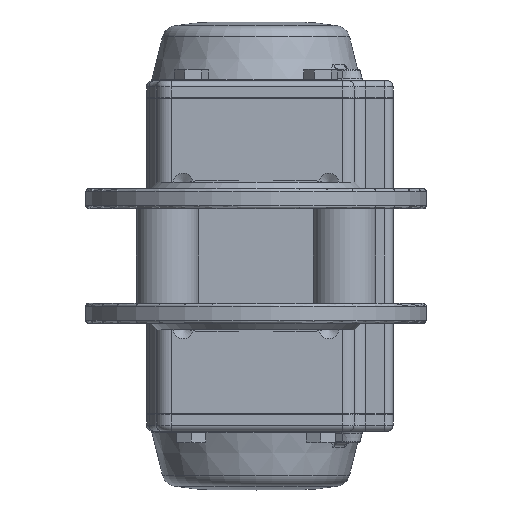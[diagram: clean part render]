
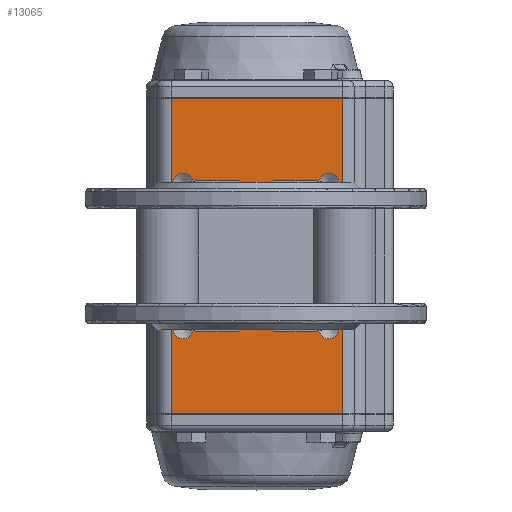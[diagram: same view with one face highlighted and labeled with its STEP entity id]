
A CAD part, front view. The second image highlights one B-rep face of the part: STEP entity #13065.
In plain terms, the highlighted planar face has unit normal (0, -1, 0).
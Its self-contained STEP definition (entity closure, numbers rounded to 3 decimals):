
#709=PLANE('',#14183);
#1101=CIRCLE('',#14035,14.5);
#1103=CIRCLE('',#14039,2.5);
#1105=CIRCLE('',#14043,2.5);
#1107=CIRCLE('',#14047,2.5);
#1109=CIRCLE('',#14051,2.5);
#1111=CIRCLE('',#14055,3.4);
#1113=CIRCLE('',#14059,3.4);
#1115=CIRCLE('',#14063,3.4);
#1117=CIRCLE('',#14067,3.4);
#2739=ORIENTED_EDGE('',*,*,#5732,.T.);
#2740=ORIENTED_EDGE('',*,*,#5827,.F.);
#2741=ORIENTED_EDGE('',*,*,#5774,.F.);
#2742=ORIENTED_EDGE('',*,*,#5828,.T.);
#2743=ORIENTED_EDGE('',*,*,#5669,.F.);
#2744=ORIENTED_EDGE('',*,*,#5667,.F.);
#2745=ORIENTED_EDGE('',*,*,#5665,.F.);
#2746=ORIENTED_EDGE('',*,*,#5663,.F.);
#2747=ORIENTED_EDGE('',*,*,#5661,.F.);
#2748=ORIENTED_EDGE('',*,*,#5659,.F.);
#2749=ORIENTED_EDGE('',*,*,#5657,.F.);
#2750=ORIENTED_EDGE('',*,*,#5655,.F.);
#2751=ORIENTED_EDGE('',*,*,#5653,.T.);
#5653=EDGE_CURVE('',#7311,#7311,#1101,.T.);
#5655=EDGE_CURVE('',#7314,#7314,#1103,.T.);
#5657=EDGE_CURVE('',#7317,#7317,#1105,.T.);
#5659=EDGE_CURVE('',#7320,#7320,#1107,.T.);
#5661=EDGE_CURVE('',#7323,#7323,#1109,.T.);
#5663=EDGE_CURVE('',#7326,#7326,#1111,.T.);
#5665=EDGE_CURVE('',#7329,#7329,#1113,.T.);
#5667=EDGE_CURVE('',#7332,#7332,#1115,.T.);
#5669=EDGE_CURVE('',#7335,#7335,#1117,.T.);
#5732=EDGE_CURVE('',#7392,#7391,#8347,.T.);
#5774=EDGE_CURVE('',#7433,#7434,#8365,.T.);
#5827=EDGE_CURVE('',#7434,#7391,#8395,.T.);
#5828=EDGE_CURVE('',#7433,#7392,#8396,.T.);
#7311=VERTEX_POINT('',#22351);
#7314=VERTEX_POINT('',#22358);
#7317=VERTEX_POINT('',#22365);
#7320=VERTEX_POINT('',#22372);
#7323=VERTEX_POINT('',#22379);
#7326=VERTEX_POINT('',#22386);
#7329=VERTEX_POINT('',#22393);
#7332=VERTEX_POINT('',#22400);
#7335=VERTEX_POINT('',#22407);
#7391=VERTEX_POINT('',#22546);
#7392=VERTEX_POINT('',#22548);
#7433=VERTEX_POINT('',#22631);
#7434=VERTEX_POINT('',#22633);
#8347=LINE('',#22547,#9127);
#8365=LINE('',#22632,#9145);
#8395=LINE('',#22736,#9175);
#8396=LINE('',#22738,#9176);
#9127=VECTOR('',#16308,1000.);
#9145=VECTOR('',#16376,1000.);
#9175=VECTOR('',#16478,1000.);
#9176=VECTOR('',#16481,1000.);
#9983=EDGE_LOOP('',(#2739,#2740,#2741,#2742));
#9984=EDGE_LOOP('',(#2743));
#9985=EDGE_LOOP('',(#2744));
#9986=EDGE_LOOP('',(#2745));
#9987=EDGE_LOOP('',(#2746));
#9988=EDGE_LOOP('',(#2747));
#9989=EDGE_LOOP('',(#2748));
#9990=EDGE_LOOP('',(#2749));
#9991=EDGE_LOOP('',(#2750));
#9992=EDGE_LOOP('',(#2751));
#10959=FACE_BOUND('',#9983,.T.);
#10960=FACE_BOUND('',#9984,.T.);
#10961=FACE_BOUND('',#9985,.T.);
#10962=FACE_BOUND('',#9986,.T.);
#10963=FACE_BOUND('',#9987,.T.);
#10964=FACE_BOUND('',#9988,.T.);
#10965=FACE_BOUND('',#9989,.T.);
#10966=FACE_BOUND('',#9990,.T.);
#10967=FACE_BOUND('',#9991,.T.);
#10968=FACE_BOUND('',#9992,.T.);
#13065=ADVANCED_FACE('',(#10959,#10960,#10961,#10962,#10963,#10964,#10965,
#10966,#10967,#10968),#709,.F.);
#14035=AXIS2_PLACEMENT_3D('',#22350,#16105,#16106);
#14039=AXIS2_PLACEMENT_3D('',#22357,#16113,#16114);
#14043=AXIS2_PLACEMENT_3D('',#22364,#16121,#16122);
#14047=AXIS2_PLACEMENT_3D('',#22371,#16129,#16130);
#14051=AXIS2_PLACEMENT_3D('',#22378,#16137,#16138);
#14055=AXIS2_PLACEMENT_3D('',#22385,#16145,#16146);
#14059=AXIS2_PLACEMENT_3D('',#22392,#16153,#16154);
#14063=AXIS2_PLACEMENT_3D('',#22399,#16161,#16162);
#14067=AXIS2_PLACEMENT_3D('',#22406,#16169,#16170);
#14183=AXIS2_PLACEMENT_3D('',#22737,#16479,#16480);
#16105=DIRECTION('',(0.,1.,0.));
#16106=DIRECTION('',(-1.,0.,0.));
#16113=DIRECTION('',(0.,-1.,0.));
#16114=DIRECTION('',(0.,0.,-1.));
#16121=DIRECTION('',(0.,-1.,0.));
#16122=DIRECTION('',(0.,0.,-1.));
#16129=DIRECTION('',(0.,-1.,0.));
#16130=DIRECTION('',(0.,0.,-1.));
#16137=DIRECTION('',(0.,-1.,0.));
#16138=DIRECTION('',(0.,0.,-1.));
#16145=DIRECTION('',(0.,-1.,0.));
#16146=DIRECTION('',(0.,0.,-1.));
#16153=DIRECTION('',(0.,-1.,0.));
#16154=DIRECTION('',(0.,0.,-1.));
#16161=DIRECTION('',(0.,-1.,0.));
#16162=DIRECTION('',(0.,0.,-1.));
#16169=DIRECTION('',(0.,-1.,0.));
#16170=DIRECTION('',(0.,0.,-1.));
#16308=DIRECTION('',(1.,0.,0.));
#16376=DIRECTION('',(1.,0.,0.));
#16478=DIRECTION('',(0.,0.,-1.));
#16479=DIRECTION('',(0.,1.,0.));
#16480=DIRECTION('',(1.,0.,0.));
#16481=DIRECTION('',(0.,0.,-1.));
#22350=CARTESIAN_POINT('',(0.,-42.35,0.));
#22351=CARTESIAN_POINT('',(-14.5,-42.35,0.));
#22357=CARTESIAN_POINT('',(17.678,-42.35,-17.678));
#22358=CARTESIAN_POINT('',(17.678,-42.35,-20.178));
#22364=CARTESIAN_POINT('',(-17.678,-42.35,-17.678));
#22365=CARTESIAN_POINT('',(-17.678,-42.35,-20.178));
#22371=CARTESIAN_POINT('',(17.678,-42.35,17.678));
#22372=CARTESIAN_POINT('',(17.678,-42.35,15.178));
#22378=CARTESIAN_POINT('',(-17.678,-42.35,17.678));
#22379=CARTESIAN_POINT('',(-17.678,-42.35,15.178));
#22385=CARTESIAN_POINT('',(-24.749,-42.35,-24.749));
#22386=CARTESIAN_POINT('',(-24.749,-42.35,-28.149));
#22392=CARTESIAN_POINT('',(24.749,-42.35,-24.749));
#22393=CARTESIAN_POINT('',(24.749,-42.35,-28.149));
#22399=CARTESIAN_POINT('',(24.749,-42.35,24.749));
#22400=CARTESIAN_POINT('',(24.749,-42.35,21.349));
#22406=CARTESIAN_POINT('',(-24.749,-42.35,24.749));
#22407=CARTESIAN_POINT('',(-24.749,-42.35,21.349));
#22546=CARTESIAN_POINT('',(28.8,-42.35,-53.5));
#22547=CARTESIAN_POINT('',(-29.3,-42.35,-53.5));
#22548=CARTESIAN_POINT('',(-29.3,-42.35,-53.5));
#22631=CARTESIAN_POINT('',(-29.3,-42.35,53.5));
#22632=CARTESIAN_POINT('',(-29.3,-42.35,53.5));
#22633=CARTESIAN_POINT('',(28.8,-42.35,53.5));
#22736=CARTESIAN_POINT('',(28.8,-42.35,53.5));
#22737=CARTESIAN_POINT('',(-29.3,-42.35,53.5));
#22738=CARTESIAN_POINT('',(-29.3,-42.35,53.5));
